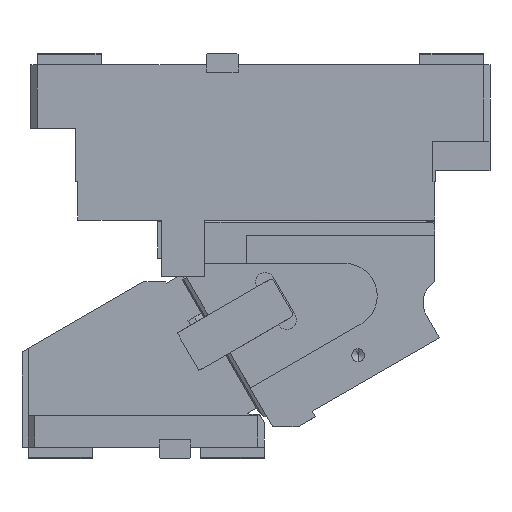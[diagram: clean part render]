
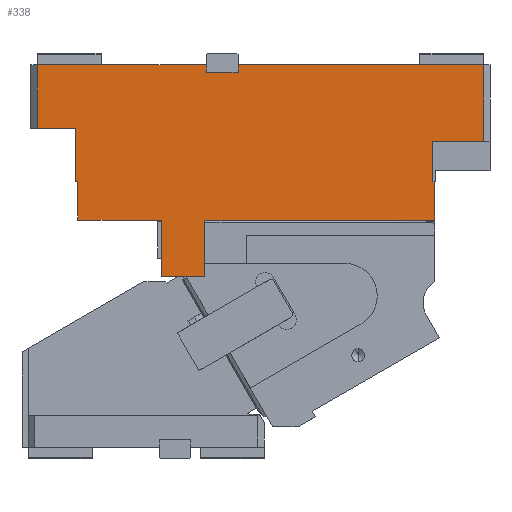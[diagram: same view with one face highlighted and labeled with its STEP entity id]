
A CAD part, front view. The second image highlights one B-rep face of the part: STEP entity #338.
In plain terms, the highlighted planar face has unit normal (0, -1, 0).
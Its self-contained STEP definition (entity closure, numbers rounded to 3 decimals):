
#77=CARTESIAN_POINT('Vertex',(102.3,-125.,-166.29)) ;
#80=CARTESIAN_POINT('Line Origine',(102.3,-125.,-144.04)) ;
#84=CARTESIAN_POINT('Vertex',(102.3,-125.,-121.79)) ;
#168=CARTESIAN_POINT('Line Origine',(119.3,-125.,-166.29)) ;
#172=CARTESIAN_POINT('Vertex',(136.3,-125.,-166.29)) ;
#187=CARTESIAN_POINT('Axis2P3D Location',(0.,-125.,0.)) ;
#192=CARTESIAN_POINT('Line Origine',(136.3,-125.,-144.04)) ;
#196=CARTESIAN_POINT('Vertex',(136.3,-125.,-121.79)) ;
#199=CARTESIAN_POINT('Line Origine',(226.55,-125.,-121.79)) ;
#203=CARTESIAN_POINT('Vertex',(316.8,-125.,-121.79)) ;
#206=CARTESIAN_POINT('Line Origine',(316.8,-125.,-106.79)) ;
#210=CARTESIAN_POINT('Vertex',(316.8,-125.,-91.79)) ;
#213=CARTESIAN_POINT('Line Origine',(316.035,-125.,-91.79)) ;
#217=CARTESIAN_POINT('Vertex',(315.27,-125.,-91.79)) ;
#220=CARTESIAN_POINT('Line Origine',(315.27,-125.,-75.945)) ;
#224=CARTESIAN_POINT('Vertex',(315.27,-125.,-60.1)) ;
#227=CARTESIAN_POINT('Line Origine',(335.135,-125.,-60.1)) ;
#231=CARTESIAN_POINT('Vertex',(355.,-125.,-60.1)) ;
#234=CARTESIAN_POINT('Line Origine',(355.,-125.,-30.05)) ;
#238=CARTESIAN_POINT('Vertex',(355.,-125.,0.)) ;
#241=CARTESIAN_POINT('Line Origine',(258.75,-125.,0.)) ;
#245=CARTESIAN_POINT('Vertex',(162.5,-125.,0.)) ;
#248=CARTESIAN_POINT('Line Origine',(162.5,-125.,-3.)) ;
#252=CARTESIAN_POINT('Vertex',(162.5,-125.,-6.)) ;
#255=CARTESIAN_POINT('Line Origine',(150.,-125.,-6.)) ;
#259=CARTESIAN_POINT('Vertex',(137.5,-125.,-6.)) ;
#262=CARTESIAN_POINT('Line Origine',(137.5,-125.,-3.)) ;
#266=CARTESIAN_POINT('Vertex',(137.5,-125.,0.)) ;
#269=CARTESIAN_POINT('Line Origine',(71.25,-125.,0.)) ;
#273=CARTESIAN_POINT('Vertex',(5.,-125.,0.)) ;
#276=CARTESIAN_POINT('Line Origine',(5.,-125.,-25.)) ;
#280=CARTESIAN_POINT('Vertex',(5.,-125.,-50.)) ;
#283=CARTESIAN_POINT('Line Origine',(20.,-125.,-50.)) ;
#287=CARTESIAN_POINT('Vertex',(35.,-125.,-50.)) ;
#290=CARTESIAN_POINT('Line Origine',(35.,-125.,-70.895)) ;
#294=CARTESIAN_POINT('Vertex',(35.,-125.,-91.79)) ;
#297=CARTESIAN_POINT('Line Origine',(35.9,-125.,-91.79)) ;
#301=CARTESIAN_POINT('Vertex',(36.8,-125.,-91.79)) ;
#304=CARTESIAN_POINT('Line Origine',(36.8,-125.,-106.79)) ;
#308=CARTESIAN_POINT('Vertex',(36.8,-125.,-121.79)) ;
#311=CARTESIAN_POINT('Line Origine',(69.55,-125.,-121.79)) ;
#81=DIRECTION('Vector Direction',(0.,0.,1.)) ;
#169=DIRECTION('Vector Direction',(1.,0.,0.)) ;
#188=DIRECTION('Axis2P3D Direction',(0.,1.,0.)) ;
#189=DIRECTION('Axis2P3D XDirection',(0.,0.,1.)) ;
#193=DIRECTION('Vector Direction',(0.,0.,1.)) ;
#200=DIRECTION('Vector Direction',(-1.,0.,0.)) ;
#207=DIRECTION('Vector Direction',(0.,0.,-1.)) ;
#214=DIRECTION('Vector Direction',(1.,0.,0.)) ;
#221=DIRECTION('Vector Direction',(0.,0.,1.)) ;
#228=DIRECTION('Vector Direction',(1.,0.,0.)) ;
#235=DIRECTION('Vector Direction',(0.,0.,1.)) ;
#242=DIRECTION('Vector Direction',(1.,0.,0.)) ;
#249=DIRECTION('Vector Direction',(0.,0.,-1.)) ;
#256=DIRECTION('Vector Direction',(1.,0.,0.)) ;
#263=DIRECTION('Vector Direction',(0.,0.,1.)) ;
#270=DIRECTION('Vector Direction',(1.,0.,0.)) ;
#277=DIRECTION('Vector Direction',(0.,0.,-1.)) ;
#284=DIRECTION('Vector Direction',(1.,0.,0.)) ;
#291=DIRECTION('Vector Direction',(0.,0.,-1.)) ;
#298=DIRECTION('Vector Direction',(-1.,0.,0.)) ;
#305=DIRECTION('Vector Direction',(0.,0.,1.)) ;
#312=DIRECTION('Vector Direction',(-1.,0.,0.)) ;
#190=AXIS2_PLACEMENT_3D('Plane Axis2P3D',#187,#188,#189) ;
#317=ORIENTED_EDGE('',*,*,#174,.T.) ;
#318=ORIENTED_EDGE('',*,*,#198,.T.) ;
#319=ORIENTED_EDGE('',*,*,#205,.T.) ;
#320=ORIENTED_EDGE('',*,*,#212,.T.) ;
#321=ORIENTED_EDGE('',*,*,#219,.T.) ;
#322=ORIENTED_EDGE('',*,*,#226,.T.) ;
#323=ORIENTED_EDGE('',*,*,#233,.T.) ;
#324=ORIENTED_EDGE('',*,*,#240,.T.) ;
#325=ORIENTED_EDGE('',*,*,#247,.F.) ;
#326=ORIENTED_EDGE('',*,*,#254,.T.) ;
#327=ORIENTED_EDGE('',*,*,#261,.F.) ;
#328=ORIENTED_EDGE('',*,*,#268,.T.) ;
#329=ORIENTED_EDGE('',*,*,#275,.F.) ;
#330=ORIENTED_EDGE('',*,*,#282,.T.) ;
#331=ORIENTED_EDGE('',*,*,#289,.T.) ;
#332=ORIENTED_EDGE('',*,*,#296,.T.) ;
#333=ORIENTED_EDGE('',*,*,#303,.F.) ;
#334=ORIENTED_EDGE('',*,*,#310,.T.) ;
#335=ORIENTED_EDGE('',*,*,#315,.T.) ;
#336=ORIENTED_EDGE('',*,*,#86,.F.) ;
#82=VECTOR('Line Direction',#81,1.) ;
#170=VECTOR('Line Direction',#169,1.) ;
#194=VECTOR('Line Direction',#193,1.) ;
#201=VECTOR('Line Direction',#200,1.) ;
#208=VECTOR('Line Direction',#207,1.) ;
#215=VECTOR('Line Direction',#214,1.) ;
#222=VECTOR('Line Direction',#221,1.) ;
#229=VECTOR('Line Direction',#228,1.) ;
#236=VECTOR('Line Direction',#235,1.) ;
#243=VECTOR('Line Direction',#242,1.) ;
#250=VECTOR('Line Direction',#249,1.) ;
#257=VECTOR('Line Direction',#256,1.) ;
#264=VECTOR('Line Direction',#263,1.) ;
#271=VECTOR('Line Direction',#270,1.) ;
#278=VECTOR('Line Direction',#277,1.) ;
#285=VECTOR('Line Direction',#284,1.) ;
#292=VECTOR('Line Direction',#291,1.) ;
#299=VECTOR('Line Direction',#298,1.) ;
#306=VECTOR('Line Direction',#305,1.) ;
#313=VECTOR('Line Direction',#312,1.) ;
#338=ADVANCED_FACE('CAM HOLDER',(#337),#191,.F.) ;
#86=EDGE_CURVE('',#78,#85,#83,.T.) ;
#174=EDGE_CURVE('',#78,#173,#171,.T.) ;
#198=EDGE_CURVE('',#173,#197,#195,.T.) ;
#205=EDGE_CURVE('',#197,#204,#202,.F.) ;
#212=EDGE_CURVE('',#204,#211,#209,.F.) ;
#219=EDGE_CURVE('',#211,#218,#216,.F.) ;
#226=EDGE_CURVE('',#218,#225,#223,.T.) ;
#233=EDGE_CURVE('',#225,#232,#230,.T.) ;
#240=EDGE_CURVE('',#232,#239,#237,.T.) ;
#247=EDGE_CURVE('',#246,#239,#244,.T.) ;
#254=EDGE_CURVE('',#246,#253,#251,.T.) ;
#261=EDGE_CURVE('',#260,#253,#258,.T.) ;
#268=EDGE_CURVE('',#260,#267,#265,.T.) ;
#275=EDGE_CURVE('',#274,#267,#272,.T.) ;
#282=EDGE_CURVE('',#274,#281,#279,.T.) ;
#289=EDGE_CURVE('',#281,#288,#286,.T.) ;
#296=EDGE_CURVE('',#288,#295,#293,.T.) ;
#303=EDGE_CURVE('',#302,#295,#300,.T.) ;
#310=EDGE_CURVE('',#302,#309,#307,.F.) ;
#315=EDGE_CURVE('',#309,#85,#314,.F.) ;
#316=EDGE_LOOP('',(#317,#318,#319,#320,#321,#322,#323,#324,#325,#326,#327,#328,#329,#330,#331,#332,#333,#334,#335,#336)) ;
#337=FACE_OUTER_BOUND('',#316,.T.) ;
#83=LINE('Line',#80,#82) ;
#171=LINE('Line',#168,#170) ;
#195=LINE('Line',#192,#194) ;
#202=LINE('Line',#199,#201) ;
#209=LINE('Line',#206,#208) ;
#216=LINE('Line',#213,#215) ;
#223=LINE('Line',#220,#222) ;
#230=LINE('Line',#227,#229) ;
#237=LINE('Line',#234,#236) ;
#244=LINE('Line',#241,#243) ;
#251=LINE('Line',#248,#250) ;
#258=LINE('Line',#255,#257) ;
#265=LINE('Line',#262,#264) ;
#272=LINE('Line',#269,#271) ;
#279=LINE('Line',#276,#278) ;
#286=LINE('Line',#283,#285) ;
#293=LINE('Line',#290,#292) ;
#300=LINE('Line',#297,#299) ;
#307=LINE('Line',#304,#306) ;
#314=LINE('Line',#311,#313) ;
#191=PLANE('Plane',#190) ;
#78=VERTEX_POINT('',#77) ;
#85=VERTEX_POINT('',#84) ;
#173=VERTEX_POINT('',#172) ;
#197=VERTEX_POINT('',#196) ;
#204=VERTEX_POINT('',#203) ;
#211=VERTEX_POINT('',#210) ;
#218=VERTEX_POINT('',#217) ;
#225=VERTEX_POINT('',#224) ;
#232=VERTEX_POINT('',#231) ;
#239=VERTEX_POINT('',#238) ;
#246=VERTEX_POINT('',#245) ;
#253=VERTEX_POINT('',#252) ;
#260=VERTEX_POINT('',#259) ;
#267=VERTEX_POINT('',#266) ;
#274=VERTEX_POINT('',#273) ;
#281=VERTEX_POINT('',#280) ;
#288=VERTEX_POINT('',#287) ;
#295=VERTEX_POINT('',#294) ;
#302=VERTEX_POINT('',#301) ;
#309=VERTEX_POINT('',#308) ;
